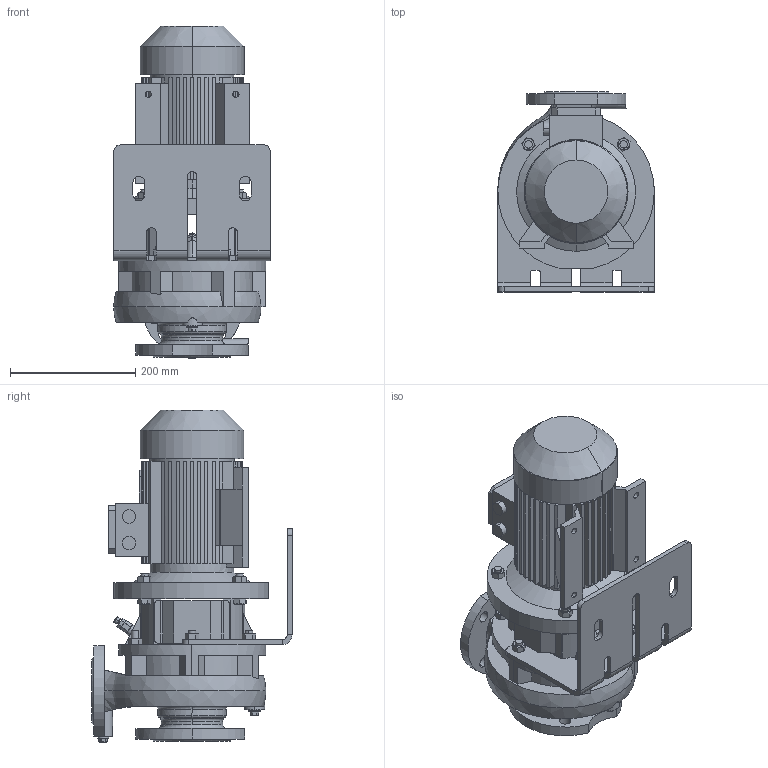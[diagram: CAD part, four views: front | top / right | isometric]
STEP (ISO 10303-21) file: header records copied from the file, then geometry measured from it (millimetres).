
FILE_DESCRIPTION (( 'STEP AP214' ), '1' );
FILE_NAME ('ﾌﾓ-311-200-ﾌ2-311-207-03-09.step', '2025-04-07T07:31:39', ( 'adb' ), ( '' ), 'SwSTEP 2.0', 'SolidWorks 2016', '' );
FILE_SCHEMA (( 'AUTOMOTIVE_DESIGN' ));
Length unit declared in the file: millimetre
Products named in the file (1): ﾌﾓ-311-200-ﾌ2-311-207-03-09
Bounding box: 250.28 x 320 x 530.5 mm (x, y, z)
Volume: 10787688.4 mm3; surface area: 1231548.6 mm2
Topology: 8 solids, 17 shells, 1057 faces, 2799 edges, 1816 vertices
Faces by surface type: plane 574, cylinder 367, cone 87, bspline 24, torus 5
Entity records: 51403 total; most frequent: CARTESIAN_POINT 13281, ORIENTED_EDGE 5594, DIRECTION 5416, EDGE_CURVE 2797, AXIS2_PLACEMENT_3D 1947, VERTEX_POINT 1816, LINE 1522, VECTOR 1522
